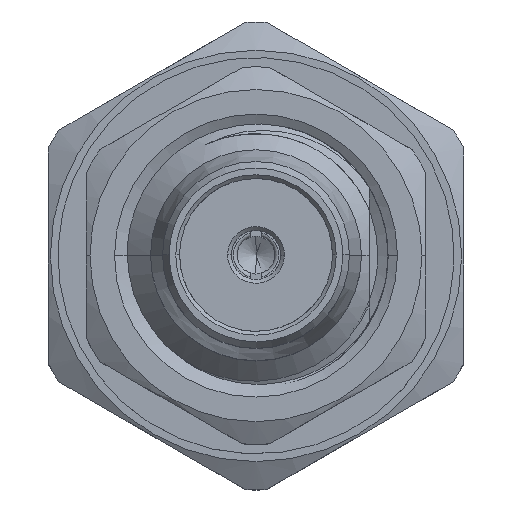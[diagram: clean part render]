
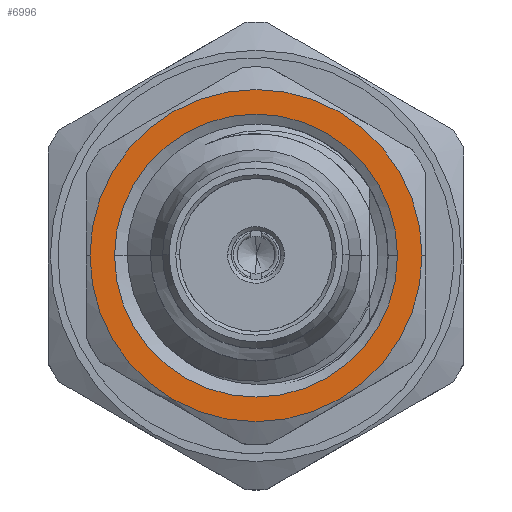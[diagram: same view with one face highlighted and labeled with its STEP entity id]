
A CAD part, top view. The second image highlights one B-rep face of the part: STEP entity #6996.
In plain terms, the highlighted planar face has unit normal (0, 0, 1).
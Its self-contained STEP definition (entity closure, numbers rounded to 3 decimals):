
#60 = DIRECTION ( 'NONE',  ( 0., 0., -1. ) ) ;
#440 = CIRCLE ( 'NONE', #14382, 4.4 ) ;
#1152 = CARTESIAN_POINT ( 'NONE',  ( 0., 0., -9.825 ) ) ;
#2153 = CARTESIAN_POINT ( 'NONE',  ( 0., 0., -9.825 ) ) ;
#2199 = EDGE_LOOP ( 'NONE', ( #11413, #11772 ) ) ;
#2509 = AXIS2_PLACEMENT_3D ( 'NONE', #1152, #12381, #2767 ) ;
#2542 = CIRCLE ( 'NONE', #17877, 4.4 ) ;
#2550 = CIRCLE ( 'NONE', #11483, 3.749 ) ;
#2767 = DIRECTION ( 'NONE',  ( 1., 0., 0. ) ) ;
#3777 = DIRECTION ( 'NONE',  ( 1., 0., 0. ) ) ;
#4691 = VERTEX_POINT ( 'NONE', #20372 ) ;
#6996 = ADVANCED_FACE ( 'NONE', ( #17022, #16532 ), #15590, .T. ) ;
#8732 = CARTESIAN_POINT ( 'NONE',  ( 3.749, 0., -9.825 ) ) ;
#9311 = CARTESIAN_POINT ( 'NONE',  ( 0., 0., -9.825 ) ) ;
#9354 = CARTESIAN_POINT ( 'NONE',  ( 0., 0., -9.825 ) ) ;
#9643 = CARTESIAN_POINT ( 'NONE',  ( 0., 0., -9.825 ) ) ;
#9724 = VERTEX_POINT ( 'NONE', #8732 ) ;
#9876 = EDGE_LOOP ( 'NONE', ( #12066, #14045 ) ) ;
#10184 = VERTEX_POINT ( 'NONE', #14498 ) ;
#10938 = DIRECTION ( 'NONE',  ( 1., 0., 0. ) ) ;
#10979 = DIRECTION ( 'NONE',  ( -1., 0., 0. ) ) ;
#11280 = DIRECTION ( 'NONE',  ( -1., 0., 0. ) ) ;
#11413 = ORIENTED_EDGE ( 'NONE', *, *, #14366, .T. ) ;
#11483 = AXIS2_PLACEMENT_3D ( 'NONE', #2153, #13370, #3777 ) ;
#11772 = ORIENTED_EDGE ( 'NONE', *, *, #20552, .T. ) ;
#11939 = EDGE_CURVE ( 'NONE', #11980, #4691, #440, .T. ) ;
#11980 = VERTEX_POINT ( 'NONE', #16544 ) ;
#12066 = ORIENTED_EDGE ( 'NONE', *, *, #18415, .F. ) ;
#12381 = DIRECTION ( 'NONE',  ( 0., 0., -1. ) ) ;
#13370 = DIRECTION ( 'NONE',  ( 0., 0., -1. ) ) ;
#14045 = ORIENTED_EDGE ( 'NONE', *, *, #11939, .F. ) ;
#14152 = CIRCLE ( 'NONE', #2509, 3.749 ) ;
#14366 = EDGE_CURVE ( 'NONE', #9724, #10184, #2550, .T. ) ;
#14382 = AXIS2_PLACEMENT_3D ( 'NONE', #9643, #60, #11280 ) ;
#14498 = CARTESIAN_POINT ( 'NONE',  ( -3.749, 0., -9.825 ) ) ;
#15590 = PLANE ( 'NONE',  #20070 ) ;
#16532 = FACE_OUTER_BOUND ( 'NONE', #9876, .T. ) ;
#16544 = CARTESIAN_POINT ( 'NONE',  ( 4.4, 0., -9.825 ) ) ;
#17022 = FACE_BOUND ( 'NONE', #2199, .T. ) ;
#17877 = AXIS2_PLACEMENT_3D ( 'NONE', #9354, #20585, #10979 ) ;
#18415 = EDGE_CURVE ( 'NONE', #4691, #11980, #2542, .T. ) ;
#20070 = AXIS2_PLACEMENT_3D ( 'NONE', #9311, #20531, #10938 ) ;
#20372 = CARTESIAN_POINT ( 'NONE',  ( -4.4, 0., -9.825 ) ) ;
#20531 = DIRECTION ( 'NONE',  ( 0., 0., 1. ) ) ;
#20552 = EDGE_CURVE ( 'NONE', #10184, #9724, #14152, .T. ) ;
#20585 = DIRECTION ( 'NONE',  ( 0., 0., -1. ) ) ;
